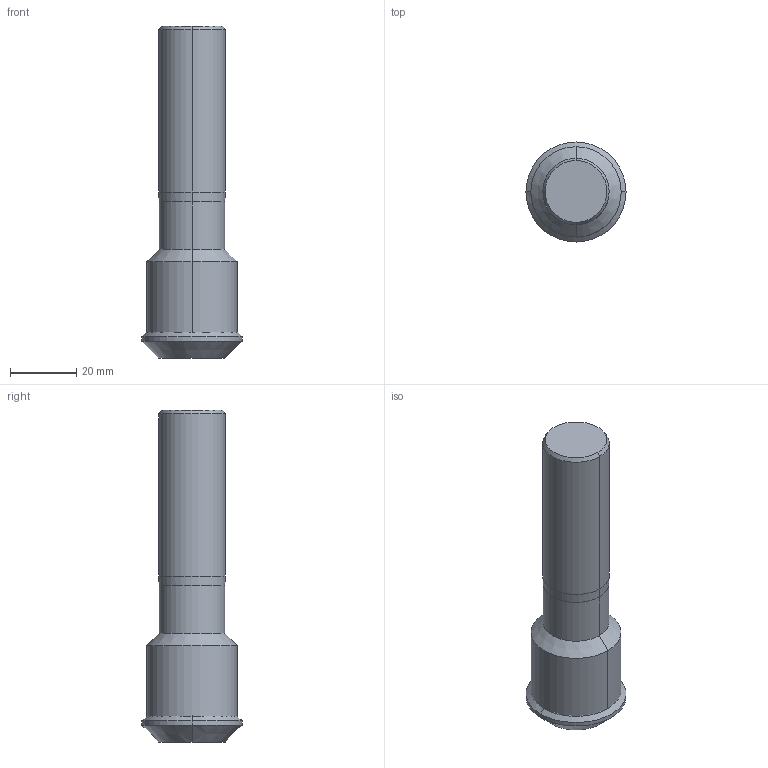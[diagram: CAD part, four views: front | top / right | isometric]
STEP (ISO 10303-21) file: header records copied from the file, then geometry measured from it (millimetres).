
FILE_DESCRIPTION(('no description'),'unknown implementation level');
FILE_NAME('solidlCjB_Hg8CwyHWb1wg_5RQYaGsj4_1.STP',' ',('CIMSOURCE GmbH'),('CADClick - KiM GmbH - www.kimweb.de'),'unknown preprocess','ACIS','unknown authorization');
FILE_SCHEMA(('automotive_design'));
Length unit declared in the file: millimetre
Products named in the file (2): 1; 2
Bounding box: 30.13 x 30.13 x 100 mm (x, y, z)
Volume: 41316.8 mm3; surface area: 9398.5 mm2
Topology: 2 solids, 2 shells, 43 faces, 97 edges, 58 vertices
Faces by surface type: cylinder 18, cone 16, plane 9
Entity records: 2594 total; most frequent: CARTESIAN_POINT 453, DIRECTION 217, STYLED_ITEM 200, PRESENTATION_STYLE_ASSIGNMENT 200, COLOUR_RGB 200, ORIENTED_EDGE 194, EDGE_CURVE 97, CURVE_STYLE 97
